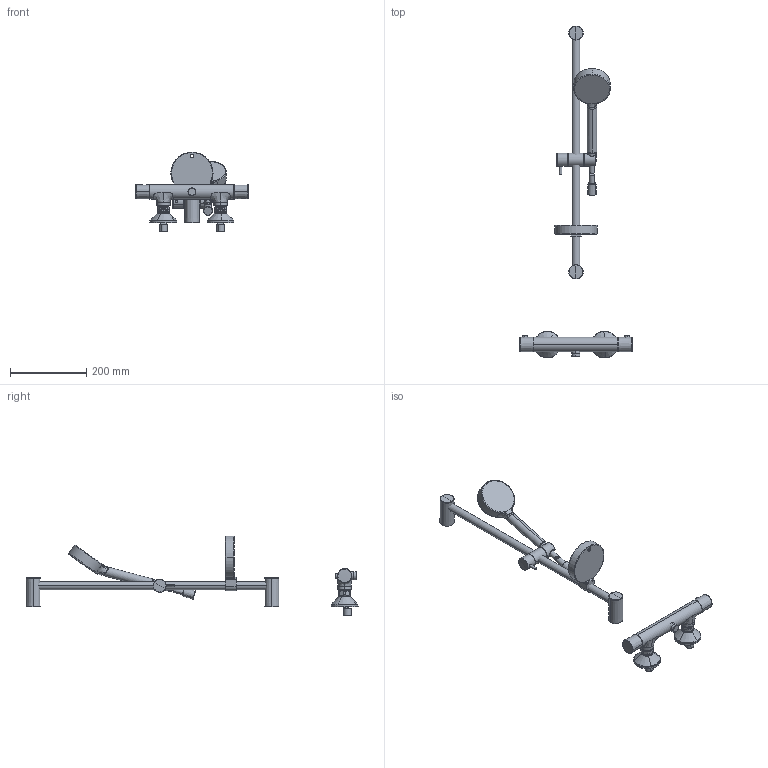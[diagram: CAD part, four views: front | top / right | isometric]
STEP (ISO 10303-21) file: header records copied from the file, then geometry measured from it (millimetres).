
FILE_DESCRIPTION (( 'STEP AP203' ), '1' );
FILE_NAME ('48130121(2021).STEP', '2021-05-18T10:50:07', ( '' ), ( '' ), 'SwSTEP 2.0', 'SolidWorks 2016', '' );
FILE_SCHEMA (( 'CONFIG_CONTROL_DESIGN' ));
Length unit declared in the file: millimetre
Products named in the file (1): 48130121(2021)
Bounding box: 295.38 x 869.46 x 209.25 mm (x, y, z)
Volume: 1309978.9 mm3; surface area: 255541.8 mm2
Topology: 24 solids, 24 shells, 586 faces, 1394 edges, 854 vertices
Faces by surface type: cylinder 174, bspline 154, plane 130, torus 60, cone 43, sphere 25
Entity records: 32929 total; most frequent: CARTESIAN_POINT 20562, ORIENTED_EDGE 2700, DIRECTION 2315, EDGE_CURVE 1350, AXIS2_PLACEMENT_3D 989, VERTEX_POINT 838, EDGE_LOOP 620, FACE_OUTER_BOUND 585
